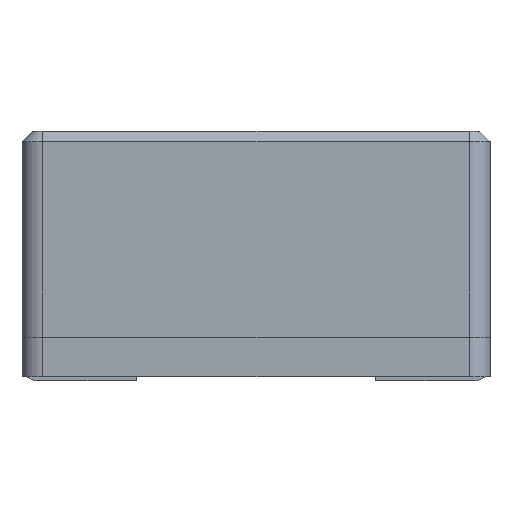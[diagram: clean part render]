
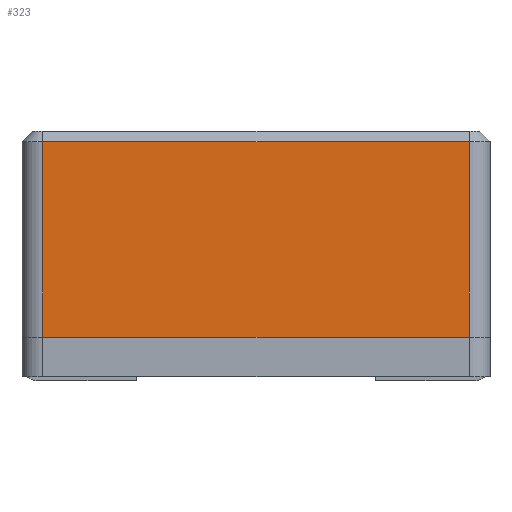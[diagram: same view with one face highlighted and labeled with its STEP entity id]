
A CAD part, left-side view. The second image highlights one B-rep face of the part: STEP entity #323.
In plain terms, the highlighted planar face has unit normal (-1, 0, 0).
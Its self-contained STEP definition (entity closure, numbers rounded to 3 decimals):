
#323 = ADVANCED_FACE( '', ( #917 ), #918, .T. );
#917 = FACE_OUTER_BOUND( '', #1779, .T. );
#918 = PLANE( '', #1780 );
#1779 = EDGE_LOOP( '', ( #3295, #3296, #3297, #3298 ) );
#1780 = AXIS2_PLACEMENT_3D( '', #3299, #3300, #3301 );
#3295 = ORIENTED_EDGE( '', *, *, #5943, .T. );
#3296 = ORIENTED_EDGE( '', *, *, #5944, .T. );
#3297 = ORIENTED_EDGE( '', *, *, #5945, .T. );
#3298 = ORIENTED_EDGE( '', *, *, #5946, .T. );
#3299 = CARTESIAN_POINT( '', ( -11., 11.25, 1.9 ) );
#3300 = DIRECTION( '', ( -1., 0., 0. ) );
#3301 = DIRECTION( '', ( 0., 0., 1. ) );
#5943 = EDGE_CURVE( '', #7096, #7097, #7098, .T. );
#5944 = EDGE_CURVE( '', #7097, #7099, #7100, .T. );
#5945 = EDGE_CURVE( '', #7099, #7101, #7102, .F. );
#5946 = EDGE_CURVE( '', #7101, #7096, #7103, .T. );
#7096 = VERTEX_POINT( '', #8966 );
#7097 = VERTEX_POINT( '', #8967 );
#7098 = LINE( '', #8968, #8969 );
#7099 = VERTEX_POINT( '', #8970 );
#7100 = LINE( '', #8971, #8972 );
#7101 = VERTEX_POINT( '', #8973 );
#7102 = LINE( '', #8974, #8975 );
#7103 = LINE( '', #8976, #8977 );
#8966 = CARTESIAN_POINT( '', ( -11., -10.25, 1.9 ) );
#8967 = CARTESIAN_POINT( '', ( -11., -10.25, 11.3 ) );
#8968 = CARTESIAN_POINT( '', ( -11., -10.25, 1.9 ) );
#8969 = VECTOR( '', #11394, 1000. );
#8970 = CARTESIAN_POINT( '', ( -11., 10.25, 11.3 ) );
#8971 = CARTESIAN_POINT( '', ( -11., 11.25, 11.3 ) );
#8972 = VECTOR( '', #11395, 1000. );
#8973 = CARTESIAN_POINT( '', ( -11., 10.25, 1.9 ) );
#8974 = CARTESIAN_POINT( '', ( -11., 10.25, 1.9 ) );
#8975 = VECTOR( '', #11396, 1000. );
#8976 = CARTESIAN_POINT( '', ( -11., 11.25, 1.9 ) );
#8977 = VECTOR( '', #11397, 1000. );
#11394 = DIRECTION( '', ( 0., 0., 1. ) );
#11395 = DIRECTION( '', ( 0., 1., 0. ) );
#11396 = DIRECTION( '', ( 0., 0., 1. ) );
#11397 = DIRECTION( '', ( 0., -1., 0. ) );
